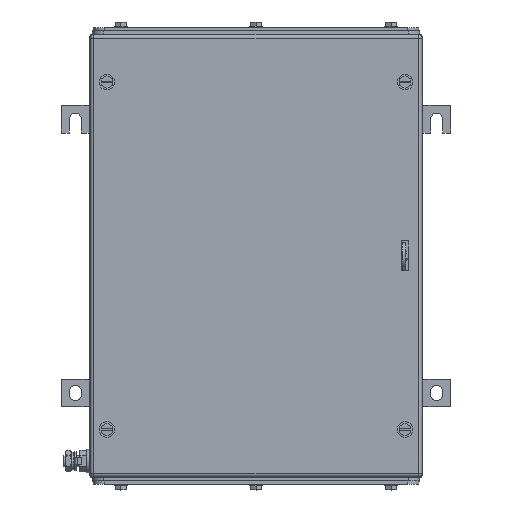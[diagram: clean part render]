
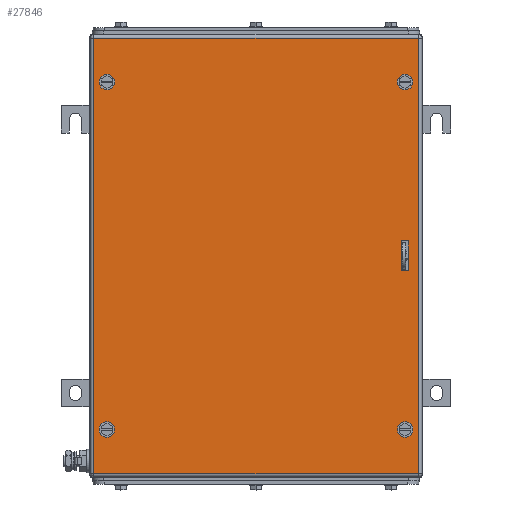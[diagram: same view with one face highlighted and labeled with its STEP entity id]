
A CAD part, top view. The second image highlights one B-rep face of the part: STEP entity #27846.
In plain terms, the highlighted planar face has unit normal (0, 0, 1).
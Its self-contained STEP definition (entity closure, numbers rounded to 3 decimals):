
#27686=AXIS2_PLACEMENT_3D('Circle Axis2P3D',#27684,#27685,$) ;
#27713=AXIS2_PLACEMENT_3D('Plane Axis2P3D',#27710,#27711,#27712) ;
#27751=AXIS2_PLACEMENT_3D('Circle Axis2P3D',#27749,#27750,$) ;
#27760=AXIS2_PLACEMENT_3D('Circle Axis2P3D',#27758,#27759,$) ;
#27769=AXIS2_PLACEMENT_3D('Circle Axis2P3D',#27767,#27768,$) ;
#27778=AXIS2_PLACEMENT_3D('Circle Axis2P3D',#27776,#27777,$) ;
#27787=AXIS2_PLACEMENT_3D('Circle Axis2P3D',#27785,#27786,$) ;
#27796=AXIS2_PLACEMENT_3D('Circle Axis2P3D',#27794,#27795,$) ;
#27805=AXIS2_PLACEMENT_3D('Circle Axis2P3D',#27803,#27804,$) ;
#27681=CARTESIAN_POINT('Vertex',(44.5,367.75,153.5)) ;
#27684=CARTESIAN_POINT('Axis2P3D Location',(41.,367.75,153.5)) ;
#27688=CARTESIAN_POINT('Vertex',(37.5,367.75,153.5)) ;
#27710=CARTESIAN_POINT('Axis2P3D Location',(175.5,211.,153.5)) ;
#27715=CARTESIAN_POINT('Line Origine',(175.5,407.5,153.5)) ;
#27719=CARTESIAN_POINT('Vertex',(322.,407.5,153.5)) ;
#27721=CARTESIAN_POINT('Vertex',(29.,407.5,153.5)) ;
#27724=CARTESIAN_POINT('Line Origine',(29.,211.,153.5)) ;
#27728=CARTESIAN_POINT('Vertex',(29.,14.5,153.5)) ;
#27731=CARTESIAN_POINT('Line Origine',(175.5,14.5,153.5)) ;
#27735=CARTESIAN_POINT('Vertex',(322.,14.5,153.5)) ;
#27738=CARTESIAN_POINT('Line Origine',(322.,211.,153.5)) ;
#27749=CARTESIAN_POINT('Axis2P3D Location',(41.,367.75,153.5)) ;
#27758=CARTESIAN_POINT('Axis2P3D Location',(41.,54.25,153.5)) ;
#27762=CARTESIAN_POINT('Vertex',(37.5,54.25,153.5)) ;
#27764=CARTESIAN_POINT('Vertex',(44.5,54.25,153.5)) ;
#27767=CARTESIAN_POINT('Axis2P3D Location',(41.,54.25,153.5)) ;
#27776=CARTESIAN_POINT('Axis2P3D Location',(310.,54.25,153.5)) ;
#27780=CARTESIAN_POINT('Vertex',(313.5,54.25,153.5)) ;
#27782=CARTESIAN_POINT('Vertex',(306.5,54.25,153.5)) ;
#27785=CARTESIAN_POINT('Axis2P3D Location',(310.,54.25,153.5)) ;
#27794=CARTESIAN_POINT('Axis2P3D Location',(310.,367.75,153.5)) ;
#27798=CARTESIAN_POINT('Vertex',(313.5,367.75,153.5)) ;
#27800=CARTESIAN_POINT('Vertex',(306.5,367.75,153.5)) ;
#27803=CARTESIAN_POINT('Axis2P3D Location',(310.,367.75,153.5)) ;
#27812=CARTESIAN_POINT('Line Origine',(309.75,197.5,153.5)) ;
#27816=CARTESIAN_POINT('Vertex',(313.,197.5,153.5)) ;
#27818=CARTESIAN_POINT('Vertex',(306.5,197.5,153.5)) ;
#27821=CARTESIAN_POINT('Line Origine',(306.5,211.,153.5)) ;
#27825=CARTESIAN_POINT('Vertex',(306.5,224.5,153.5)) ;
#27828=CARTESIAN_POINT('Line Origine',(309.75,224.5,153.5)) ;
#27832=CARTESIAN_POINT('Vertex',(313.,224.5,153.5)) ;
#27835=CARTESIAN_POINT('Line Origine',(313.,211.,153.5)) ;
#27685=DIRECTION('Axis2P3D Direction',(0.,0.,1.)) ;
#27711=DIRECTION('Axis2P3D Direction',(0.,0.,1.)) ;
#27712=DIRECTION('Axis2P3D XDirection',(1.,0.,0.)) ;
#27716=DIRECTION('Vector Direction',(1.,0.,0.)) ;
#27725=DIRECTION('Vector Direction',(0.,-1.,0.)) ;
#27732=DIRECTION('Vector Direction',(1.,0.,0.)) ;
#27739=DIRECTION('Vector Direction',(0.,1.,0.)) ;
#27750=DIRECTION('Axis2P3D Direction',(0.,0.,1.)) ;
#27759=DIRECTION('Axis2P3D Direction',(0.,0.,1.)) ;
#27768=DIRECTION('Axis2P3D Direction',(0.,0.,1.)) ;
#27777=DIRECTION('Axis2P3D Direction',(0.,0.,1.)) ;
#27786=DIRECTION('Axis2P3D Direction',(0.,0.,1.)) ;
#27795=DIRECTION('Axis2P3D Direction',(0.,0.,1.)) ;
#27804=DIRECTION('Axis2P3D Direction',(0.,0.,1.)) ;
#27813=DIRECTION('Vector Direction',(-1.,0.,0.)) ;
#27822=DIRECTION('Vector Direction',(0.,1.,0.)) ;
#27829=DIRECTION('Vector Direction',(1.,0.,0.)) ;
#27836=DIRECTION('Vector Direction',(0.,-1.,0.)) ;
#27717=VECTOR('Line Direction',#27716,1.) ;
#27726=VECTOR('Line Direction',#27725,1.) ;
#27733=VECTOR('Line Direction',#27732,1.) ;
#27740=VECTOR('Line Direction',#27739,1.) ;
#27814=VECTOR('Line Direction',#27813,1.) ;
#27823=VECTOR('Line Direction',#27822,1.) ;
#27830=VECTOR('Line Direction',#27829,1.) ;
#27837=VECTOR('Line Direction',#27836,1.) ;
#27744=ORIENTED_EDGE('',*,*,#27723,.T.) ;
#27745=ORIENTED_EDGE('',*,*,#27730,.T.) ;
#27746=ORIENTED_EDGE('',*,*,#27737,.T.) ;
#27747=ORIENTED_EDGE('',*,*,#27742,.T.) ;
#27755=ORIENTED_EDGE('',*,*,#27753,.F.) ;
#27756=ORIENTED_EDGE('',*,*,#27690,.F.) ;
#27773=ORIENTED_EDGE('',*,*,#27766,.F.) ;
#27774=ORIENTED_EDGE('',*,*,#27771,.F.) ;
#27791=ORIENTED_EDGE('',*,*,#27784,.F.) ;
#27792=ORIENTED_EDGE('',*,*,#27789,.F.) ;
#27809=ORIENTED_EDGE('',*,*,#27802,.F.) ;
#27810=ORIENTED_EDGE('',*,*,#27807,.F.) ;
#27841=ORIENTED_EDGE('',*,*,#27820,.T.) ;
#27842=ORIENTED_EDGE('',*,*,#27827,.T.) ;
#27843=ORIENTED_EDGE('',*,*,#27834,.T.) ;
#27844=ORIENTED_EDGE('',*,*,#27839,.T.) ;
#27757=FACE_BOUND('',#27754,.T.) ;
#27775=FACE_BOUND('',#27772,.T.) ;
#27793=FACE_BOUND('',#27790,.T.) ;
#27811=FACE_BOUND('',#27808,.T.) ;
#27845=FACE_BOUND('',#27840,.T.) ;
#27846=ADVANCED_FACE('ZUB_KTB_MH_403015_2GP_AllCATPart.1\\ZUB_DE_KTB_MH_458x382.1\\DE_KTB_MH_PART_MASTER.1\\Koerper.2',(#27748,#27757,#27775,#27793,#27811,#27845),#27714,.T.) ;
#27687=CIRCLE('generated circle',#27686,3.5) ;
#27752=CIRCLE('generated circle',#27751,3.5) ;
#27761=CIRCLE('generated circle',#27760,3.5) ;
#27770=CIRCLE('generated circle',#27769,3.5) ;
#27779=CIRCLE('generated circle',#27778,3.5) ;
#27788=CIRCLE('generated circle',#27787,3.5) ;
#27797=CIRCLE('generated circle',#27796,3.5) ;
#27806=CIRCLE('generated circle',#27805,3.5) ;
#27690=EDGE_CURVE('',#27682,#27689,#27687,.T.) ;
#27723=EDGE_CURVE('',#27720,#27722,#27718,.F.) ;
#27730=EDGE_CURVE('',#27722,#27729,#27727,.T.) ;
#27737=EDGE_CURVE('',#27729,#27736,#27734,.T.) ;
#27742=EDGE_CURVE('',#27736,#27720,#27741,.T.) ;
#27753=EDGE_CURVE('',#27689,#27682,#27752,.T.) ;
#27766=EDGE_CURVE('',#27763,#27765,#27761,.T.) ;
#27771=EDGE_CURVE('',#27765,#27763,#27770,.T.) ;
#27784=EDGE_CURVE('',#27781,#27783,#27779,.T.) ;
#27789=EDGE_CURVE('',#27783,#27781,#27788,.T.) ;
#27802=EDGE_CURVE('',#27799,#27801,#27797,.T.) ;
#27807=EDGE_CURVE('',#27801,#27799,#27806,.T.) ;
#27820=EDGE_CURVE('',#27817,#27819,#27815,.T.) ;
#27827=EDGE_CURVE('',#27819,#27826,#27824,.T.) ;
#27834=EDGE_CURVE('',#27826,#27833,#27831,.T.) ;
#27839=EDGE_CURVE('',#27833,#27817,#27838,.T.) ;
#27743=EDGE_LOOP('',(#27744,#27745,#27746,#27747)) ;
#27754=EDGE_LOOP('',(#27755,#27756)) ;
#27772=EDGE_LOOP('',(#27773,#27774)) ;
#27790=EDGE_LOOP('',(#27791,#27792)) ;
#27808=EDGE_LOOP('',(#27809,#27810)) ;
#27840=EDGE_LOOP('',(#27841,#27842,#27843,#27844)) ;
#27748=FACE_OUTER_BOUND('',#27743,.T.) ;
#27718=LINE('Line',#27715,#27717) ;
#27727=LINE('Line',#27724,#27726) ;
#27734=LINE('Line',#27731,#27733) ;
#27741=LINE('Line',#27738,#27740) ;
#27815=LINE('Line',#27812,#27814) ;
#27824=LINE('Line',#27821,#27823) ;
#27831=LINE('Line',#27828,#27830) ;
#27838=LINE('Line',#27835,#27837) ;
#27714=PLANE('',#27713) ;
#27682=VERTEX_POINT('',#27681) ;
#27689=VERTEX_POINT('',#27688) ;
#27720=VERTEX_POINT('',#27719) ;
#27722=VERTEX_POINT('',#27721) ;
#27729=VERTEX_POINT('',#27728) ;
#27736=VERTEX_POINT('',#27735) ;
#27763=VERTEX_POINT('',#27762) ;
#27765=VERTEX_POINT('',#27764) ;
#27781=VERTEX_POINT('',#27780) ;
#27783=VERTEX_POINT('',#27782) ;
#27799=VERTEX_POINT('',#27798) ;
#27801=VERTEX_POINT('',#27800) ;
#27817=VERTEX_POINT('',#27816) ;
#27819=VERTEX_POINT('',#27818) ;
#27826=VERTEX_POINT('',#27825) ;
#27833=VERTEX_POINT('',#27832) ;
